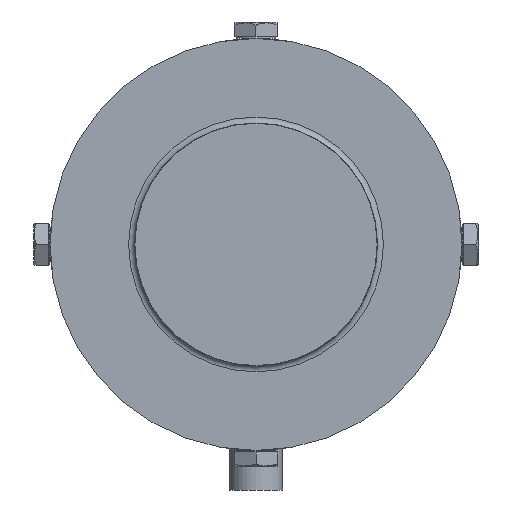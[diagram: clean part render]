
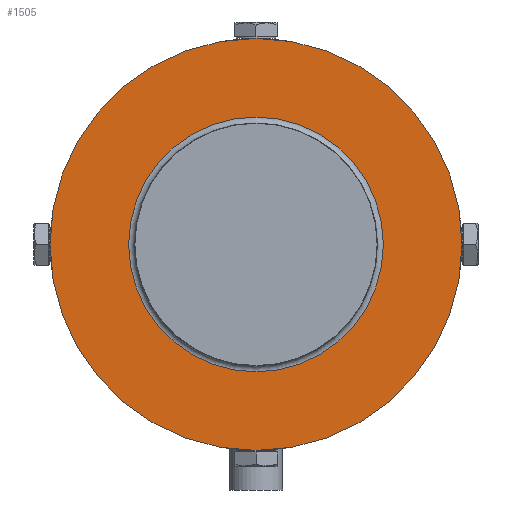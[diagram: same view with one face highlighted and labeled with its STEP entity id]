
A CAD part, front view. The second image highlights one B-rep face of the part: STEP entity #1505.
In plain terms, the highlighted planar face has unit normal (0, -1, 0).
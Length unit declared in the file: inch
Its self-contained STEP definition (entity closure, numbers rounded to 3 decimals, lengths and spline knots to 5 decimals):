
#106=PLANE('',#1702);
#120=FACE_BOUND('',#306,.T.);
#205=FACE_OUTER_BOUND('',#305,.T.);
#305=EDGE_LOOP('',(#1381,#1382));
#306=EDGE_LOOP('',(#1383,#1384));
#496=CIRCLE('',#1532,2.143);
#497=CIRCLE('',#1533,2.143);
#511=CIRCLE('',#1554,1.325);
#513=CIRCLE('',#1556,1.325);
#594=VERTEX_POINT('',#2192);
#595=VERTEX_POINT('',#2194);
#615=VERTEX_POINT('',#2370);
#616=VERTEX_POINT('',#2371);
#743=EDGE_CURVE('',#594,#595,#496,.T.);
#744=EDGE_CURVE('',#595,#594,#497,.T.);
#770=EDGE_CURVE('',#615,#616,#511,.T.);
#772=EDGE_CURVE('',#616,#615,#513,.T.);
#1381=ORIENTED_EDGE('',*,*,#744,.F.);
#1382=ORIENTED_EDGE('',*,*,#743,.F.);
#1383=ORIENTED_EDGE('',*,*,#770,.F.);
#1384=ORIENTED_EDGE('',*,*,#772,.F.);
#1505=ADVANCED_FACE('',(#205,#120),#106,.T.);
#1532=AXIS2_PLACEMENT_3D('',#2195,#1723,#1724);
#1533=AXIS2_PLACEMENT_3D('',#2196,#1725,#1726);
#1554=AXIS2_PLACEMENT_3D('',#2372,#1772,#1773);
#1556=AXIS2_PLACEMENT_3D('',#2374,#1776,#1777);
#1702=AXIS2_PLACEMENT_3D('',#2872,#2144,#2145);
#1723=DIRECTION('center_axis',(0.,1.,0.));
#1724=DIRECTION('ref_axis',(-1.,0.,0.));
#1725=DIRECTION('center_axis',(0.,1.,0.));
#1726=DIRECTION('ref_axis',(-1.,0.,0.));
#1772=DIRECTION('center_axis',(0.,-1.,0.));
#1773=DIRECTION('ref_axis',(0.,0.,1.));
#1776=DIRECTION('center_axis',(0.,-1.,0.));
#1777=DIRECTION('ref_axis',(0.,0.,1.));
#2144=DIRECTION('center_axis',(0.,-1.,0.));
#2145=DIRECTION('ref_axis',(1.,0.,0.));
#2192=CARTESIAN_POINT('',(0.,0.,2.143));
#2194=CARTESIAN_POINT('',(-2.143,0.,0.));
#2195=CARTESIAN_POINT('Origin',(0.,0.,0.));
#2196=CARTESIAN_POINT('Origin',(0.,0.,0.));
#2370=CARTESIAN_POINT('',(0.,0.,1.325));
#2371=CARTESIAN_POINT('',(0.,0.,-1.325));
#2372=CARTESIAN_POINT('Origin',(0.,0.,0.));
#2374=CARTESIAN_POINT('Origin',(0.,0.,0.));
#2872=CARTESIAN_POINT('Origin',(-2.143,0.,0.));
